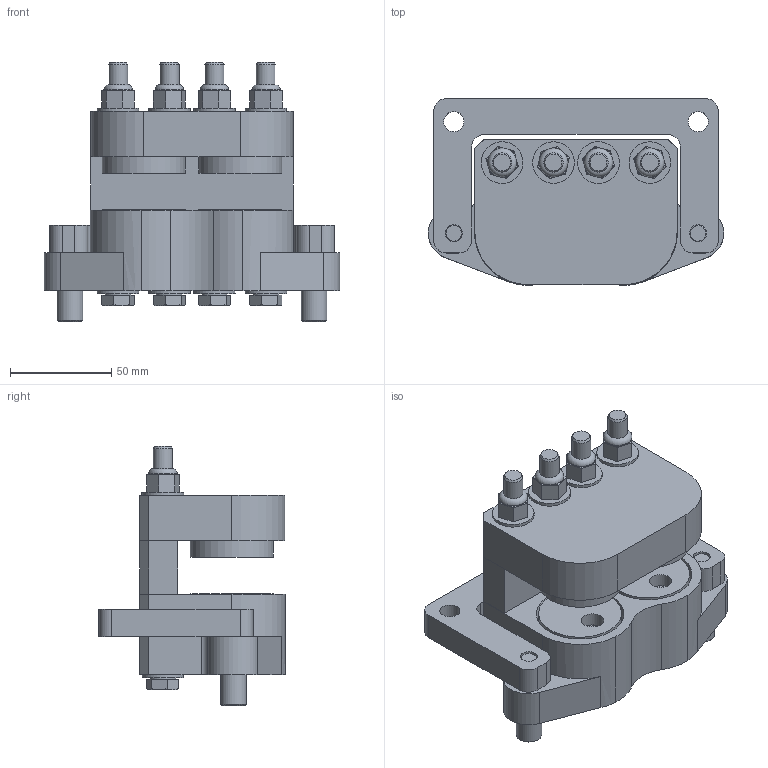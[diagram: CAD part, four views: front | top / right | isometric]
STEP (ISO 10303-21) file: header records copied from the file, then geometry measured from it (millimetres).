
FILE_DESCRIPTION(/* description */ (''),/* implementation_level */ '2;1');
FILE_NAME(/* name */ '4004-0454 P200SJFUL CALIPER DISC BRAKE.stp',/* time_stamp */ '2022-03-23T14:07:38-05:00',/* author */ ('ChadR'),/* organization */ (''),/* preprocessor_version */ 'ST-DEVELOPER v18.1',/* originating_system */ 'Autodesk Inventor 2020',/* authorisation */ '');
FILE_SCHEMA (('AUTOMOTIVE_DESIGN { 1 0 10303 214 3 1 1 }'));
Length unit declared in the file: inch
Products named in the file (1): 4004-0454 P200SJFUL CALIPER DISC BRAKE
Bounding box: 146.05 x 92.09 x 127.97 mm (x, y, z)
Volume: 582848.9 mm3; surface area: 159768.5 mm2
Topology: 32 solids, 32 shells, 451 faces, 1037 edges, 686 vertices
Faces by surface type: plane 253, cylinder 125, cone 43, torus 30
Full cylindrical faces by diameter (mm): 2.388 x1, 3.302 x2, 3.683 x6, 4.826 x4, 5.156 x4, 7.95 x2, 8.382 x6, 8.611 x1, 9.474 x4, 9.525 x7, 9.931 x14, 10.312 x8, 11.1 x4, 12.675 x2, 12.776 x2, 12.859 x4, 14.15 x4, 15.875 x1, 20.625 x8, 34.671 x4, 34.798 x4, 35.001 x2, 38.1 x2, 41.021 x4, 41.072 x4, 41.148 x2
Entity records: 13687 total; most frequent: CARTESIAN_POINT 2468, DIRECTION 2353, ORIENTED_EDGE 2056, EDGE_CURVE 1028, AXIS2_PLACEMENT_3D 942, VERTEX_POINT 686, EDGE_LOOP 570, STYLED_ITEM 483
